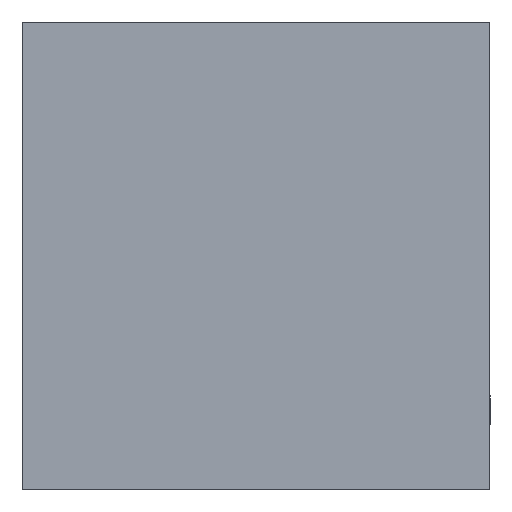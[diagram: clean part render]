
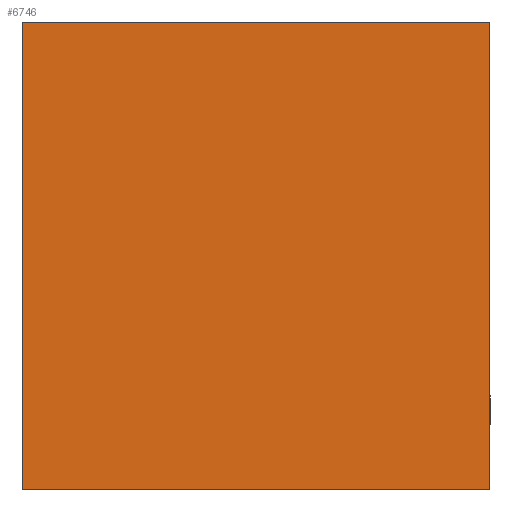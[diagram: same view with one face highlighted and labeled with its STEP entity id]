
A CAD part, left-side view. The second image highlights one B-rep face of the part: STEP entity #6746.
In plain terms, the highlighted planar face has unit normal (-1, 0, 0).
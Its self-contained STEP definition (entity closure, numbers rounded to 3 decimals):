
#359=PLANE('',#7064);
#699=FACE_OUTER_BOUND('',#1076,.T.);
#1076=EDGE_LOOP('',(#5980,#5981,#5982,#5983));
#1347=LINE('',#10400,#2014);
#1751=LINE('',#11494,#2418);
#1752=LINE('',#11495,#2419);
#1753=LINE('',#11496,#2420);
#2014=VECTOR('',#7457,10.);
#2418=VECTOR('',#8329,10.);
#2419=VECTOR('',#8330,10.);
#2420=VECTOR('',#8331,10.);
#2910=VERTEX_POINT('',#10393);
#2913=VERTEX_POINT('',#10398);
#3240=VERTEX_POINT('',#11492);
#3241=VERTEX_POINT('',#11493);
#3679=EDGE_CURVE('',#2913,#2910,#1347,.T.);
#4161=EDGE_CURVE('',#3240,#3241,#1751,.T.);
#4162=EDGE_CURVE('',#3241,#2910,#1752,.T.);
#4163=EDGE_CURVE('',#3240,#2913,#1753,.T.);
#5980=ORIENTED_EDGE('',*,*,#4161,.T.);
#5981=ORIENTED_EDGE('',*,*,#4162,.T.);
#5982=ORIENTED_EDGE('',*,*,#3679,.F.);
#5983=ORIENTED_EDGE('',*,*,#4163,.F.);
#6746=ADVANCED_FACE('',(#699),#359,.T.);
#7064=AXIS2_PLACEMENT_3D('',#11491,#8327,#8328);
#7457=DIRECTION('',(0.,-1.,0.));
#8327=DIRECTION('center_axis',(-1.,0.,0.));
#8328=DIRECTION('ref_axis',(0.,-1.,0.));
#8329=DIRECTION('',(0.,-1.,0.));
#8330=DIRECTION('',(0.,0.,1.));
#8331=DIRECTION('',(0.,0.,1.));
#10393=CARTESIAN_POINT('',(0.,0.,44.45));
#10398=CARTESIAN_POINT('',(0.,44.45,44.45));
#10400=CARTESIAN_POINT('',(0.,44.45,44.45));
#11491=CARTESIAN_POINT('Origin',(0.,44.45,0.));
#11492=CARTESIAN_POINT('',(0.,44.45,0.));
#11493=CARTESIAN_POINT('',(0.,0.,0.));
#11494=CARTESIAN_POINT('',(0.,44.45,0.));
#11495=CARTESIAN_POINT('',(0.,0.,0.));
#11496=CARTESIAN_POINT('',(0.,44.45,0.));
